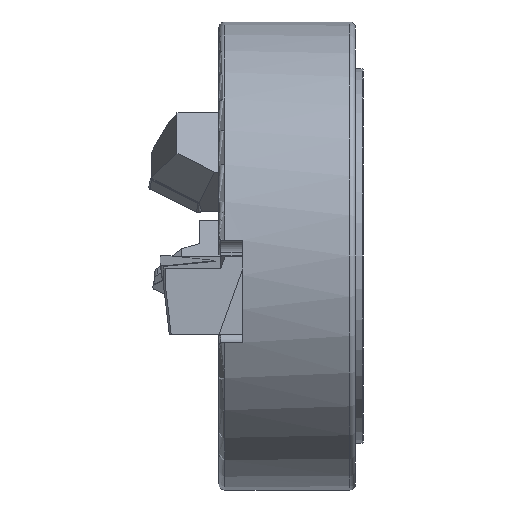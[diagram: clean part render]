
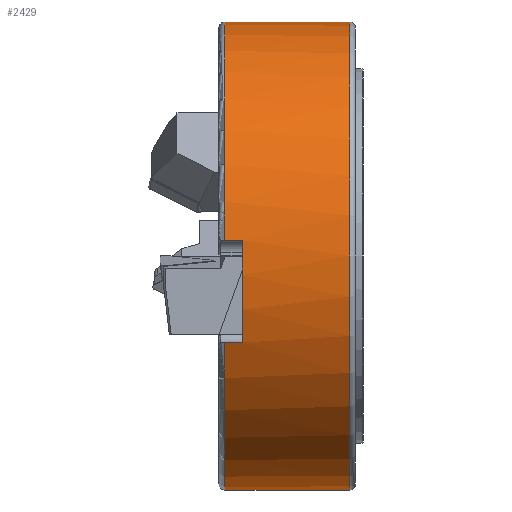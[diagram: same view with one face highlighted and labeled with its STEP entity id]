
A CAD part, front view. The second image highlights one B-rep face of the part: STEP entity #2429.
In plain terms, the highlighted cylindrical face has radius 60 mm (diameter 120 mm), a partial arc.
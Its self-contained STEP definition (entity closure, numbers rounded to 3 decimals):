
#102 = AXIS2_PLACEMENT_3D ( 'NONE', #6420, #790, #4200 ) ;
#143 = CARTESIAN_POINT ( 'NONE',  ( -90.071, 0.121, -60. ) ) ;
#392 = DIRECTION ( 'NONE',  ( 1., 0., 0. ) ) ;
#541 = CARTESIAN_POINT ( 'NONE',  ( -91.571, -55.621, -22.2 ) ) ;
#658 = DIRECTION ( 'NONE',  ( 0., 0., 1. ) ) ;
#692 = VECTOR ( 'NONE', #1294, 1000. ) ;
#700 = EDGE_LOOP ( 'NONE', ( #1024, #3528, #4933, #3032, #4283, #3571, #6091, #3181 ) ) ;
#790 = DIRECTION ( 'NONE',  ( -1., 0., 0. ) ) ;
#896 = VECTOR ( 'NONE', #6869, 1000. ) ;
#918 = VERTEX_POINT ( 'NONE', #5306 ) ;
#1024 = ORIENTED_EDGE ( 'NONE', *, *, #5989, .F. ) ;
#1107 = EDGE_CURVE ( 'NONE', #918, #5505, #4742, .T. ) ;
#1194 = CIRCLE ( 'NONE', #7067, 60. ) ;
#1216 = DIRECTION ( 'NONE',  ( 0., 0., 1. ) ) ;
#1244 = VERTEX_POINT ( 'NONE', #143 ) ;
#1283 = EDGE_CURVE ( 'NONE', #918, #3008, #2890, .T. ) ;
#1294 = DIRECTION ( 'NONE',  ( -1., 0., 0. ) ) ;
#1327 = LINE ( 'NONE', #6288, #692 ) ;
#1434 = LINE ( 'NONE', #2929, #896 ) ;
#1441 = VERTEX_POINT ( 'NONE', #4251 ) ;
#1597 = VECTOR ( 'NONE', #4989, 1000. ) ;
#1945 = CARTESIAN_POINT ( 'NONE',  ( -90.071, 0.121, 60. ) ) ;
#2051 = DIRECTION ( 'NONE',  ( 0., 0., 1. ) ) ;
#2061 = CARTESIAN_POINT ( 'NONE',  ( -91.571, -59.745, 4. ) ) ;
#2108 = CIRCLE ( 'NONE', #5701, 60. ) ;
#2236 = EDGE_CURVE ( 'NONE', #1441, #5505, #4660, .T. ) ;
#2364 = DIRECTION ( 'NONE',  ( -1., 0., 0. ) ) ;
#2390 = DIRECTION ( 'NONE',  ( -1., 0., 0. ) ) ;
#2429 = ADVANCED_FACE ( 'NONE', ( #6580 ), #4830, .T. ) ;
#2584 = EDGE_CURVE ( 'NONE', #3154, #6327, #2108, .T. ) ;
#2656 = EDGE_CURVE ( 'NONE', #1441, #6053, #6581, .T. ) ;
#2882 = CARTESIAN_POINT ( 'NONE',  ( -90.071, -55.621, -22.2 ) ) ;
#2890 = CIRCLE ( 'NONE', #3935, 60. ) ;
#2929 = CARTESIAN_POINT ( 'NONE',  ( -91.571, 0.121, 60. ) ) ;
#3008 = VERTEX_POINT ( 'NONE', #1945 ) ;
#3032 = ORIENTED_EDGE ( 'NONE', *, *, #1283, .F. ) ;
#3154 = VERTEX_POINT ( 'NONE', #3309 ) ;
#3181 = ORIENTED_EDGE ( 'NONE', *, *, #4071, .F. ) ;
#3309 = CARTESIAN_POINT ( 'NONE',  ( -58.071, 0.121, -60. ) ) ;
#3528 = ORIENTED_EDGE ( 'NONE', *, *, #2584, .T. ) ;
#3571 = ORIENTED_EDGE ( 'NONE', *, *, #2236, .F. ) ;
#3876 = CARTESIAN_POINT ( 'NONE',  ( -58.071, 0.121, 0. ) ) ;
#3935 = AXIS2_PLACEMENT_3D ( 'NONE', #6842, #2390, #1216 ) ;
#4071 = EDGE_CURVE ( 'NONE', #1244, #6053, #1194, .T. ) ;
#4200 = DIRECTION ( 'NONE',  ( 0., 0., 1. ) ) ;
#4251 = CARTESIAN_POINT ( 'NONE',  ( -85.571, -55.621, -22.2 ) ) ;
#4283 = ORIENTED_EDGE ( 'NONE', *, *, #1107, .T. ) ;
#4290 = CARTESIAN_POINT ( 'NONE',  ( -90.071, 0.121, 0. ) ) ;
#4438 = DIRECTION ( 'NONE',  ( 0., 0., 1. ) ) ;
#4638 = CARTESIAN_POINT ( 'NONE',  ( -85.571, -59.745, 4. ) ) ;
#4660 = CIRCLE ( 'NONE', #102, 60. ) ;
#4742 = LINE ( 'NONE', #2061, #6407 ) ;
#4796 = CARTESIAN_POINT ( 'NONE',  ( -58.071, 0.121, 60. ) ) ;
#4830 = CYLINDRICAL_SURFACE ( 'NONE', #6839, 60. ) ;
#4933 = ORIENTED_EDGE ( 'NONE', *, *, #4949, .T. ) ;
#4949 = EDGE_CURVE ( 'NONE', #6327, #3008, #1434, .T. ) ;
#4989 = DIRECTION ( 'NONE',  ( -1., 0., 0. ) ) ;
#5306 = CARTESIAN_POINT ( 'NONE',  ( -90.071, -59.745, 4. ) ) ;
#5392 = DIRECTION ( 'NONE',  ( -1., 0., 0. ) ) ;
#5505 = VERTEX_POINT ( 'NONE', #4638 ) ;
#5701 = AXIS2_PLACEMENT_3D ( 'NONE', #3876, #6094, #4438 ) ;
#5989 = EDGE_CURVE ( 'NONE', #3154, #1244, #1327, .T. ) ;
#6053 = VERTEX_POINT ( 'NONE', #2882 ) ;
#6091 = ORIENTED_EDGE ( 'NONE', *, *, #2656, .T. ) ;
#6094 = DIRECTION ( 'NONE',  ( -1., 0., 0. ) ) ;
#6288 = CARTESIAN_POINT ( 'NONE',  ( -91.571, 0.121, -60. ) ) ;
#6327 = VERTEX_POINT ( 'NONE', #4796 ) ;
#6407 = VECTOR ( 'NONE', #392, 1000. ) ;
#6420 = CARTESIAN_POINT ( 'NONE',  ( -85.571, 0.121, 0. ) ) ;
#6580 = FACE_OUTER_BOUND ( 'NONE', #700, .T. ) ;
#6581 = LINE ( 'NONE', #541, #1597 ) ;
#6776 = CARTESIAN_POINT ( 'NONE',  ( -91.571, 0.121, 0. ) ) ;
#6839 = AXIS2_PLACEMENT_3D ( 'NONE', #6776, #2364, #658 ) ;
#6842 = CARTESIAN_POINT ( 'NONE',  ( -90.071, 0.121, 0. ) ) ;
#6869 = DIRECTION ( 'NONE',  ( -1., 0., 0. ) ) ;
#7067 = AXIS2_PLACEMENT_3D ( 'NONE', #4290, #5392, #2051 ) ;
